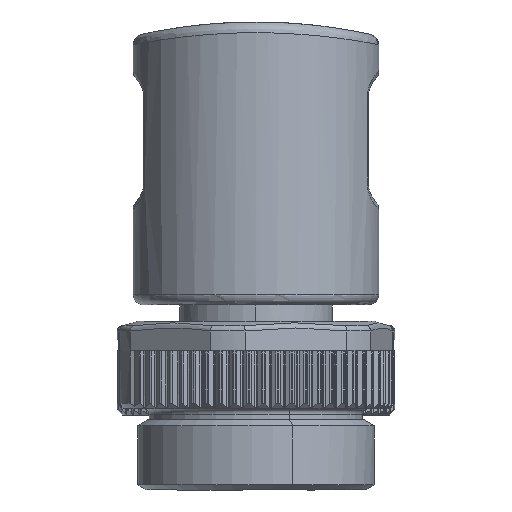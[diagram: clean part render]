
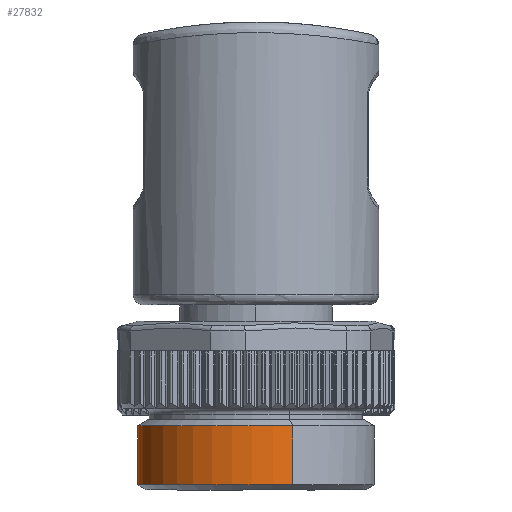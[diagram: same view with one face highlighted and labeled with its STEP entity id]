
A CAD part, front view. The second image highlights one B-rep face of the part: STEP entity #27832.
In plain terms, the highlighted cylindrical face has radius 11.084 mm (diameter 22.167 mm), a partial arc.
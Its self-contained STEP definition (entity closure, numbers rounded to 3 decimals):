
#27763=AXIS2_PLACEMENT_3D('Circle Axis2P3D',#27761,#27762,$) ;
#27819=AXIS2_PLACEMENT_3D('Cylinder Axis2P3D',#27816,#27817,#27818) ;
#27823=AXIS2_PLACEMENT_3D('Circle Axis2P3D',#27821,#27822,$) ;
#27734=CARTESIAN_POINT('Vertex',(9.554,23.521,6.)) ;
#27741=CARTESIAN_POINT('Vertex',(16.446,2.453,6.)) ;
#27761=CARTESIAN_POINT('Axis2P3D Location',(13.,12.987,6.)) ;
#27778=CARTESIAN_POINT('Line Origine',(9.554,23.521,3.8)) ;
#27782=CARTESIAN_POINT('Vertex',(9.554,23.521,0.5)) ;
#27785=CARTESIAN_POINT('Line Origine',(16.446,2.453,3.8)) ;
#27789=CARTESIAN_POINT('Vertex',(16.446,2.453,0.5)) ;
#27816=CARTESIAN_POINT('Axis2P3D Location',(13.,12.987,3.8)) ;
#27821=CARTESIAN_POINT('Axis2P3D Location',(13.,12.987,0.5)) ;
#27762=DIRECTION('Axis2P3D Direction',(0.,0.,-1.)) ;
#27779=DIRECTION('Vector Direction',(0.,0.,1.)) ;
#27786=DIRECTION('Vector Direction',(0.,0.,1.)) ;
#27817=DIRECTION('Axis2P3D Direction',(0.,0.,1.)) ;
#27818=DIRECTION('Axis2P3D XDirection',(-0.311,0.95,0.)) ;
#27822=DIRECTION('Axis2P3D Direction',(0.,0.,1.)) ;
#27780=VECTOR('Line Direction',#27779,1.) ;
#27787=VECTOR('Line Direction',#27786,1.) ;
#27827=ORIENTED_EDGE('',*,*,#27791,.F.) ;
#27828=ORIENTED_EDGE('',*,*,#27765,.T.) ;
#27829=ORIENTED_EDGE('',*,*,#27784,.F.) ;
#27830=ORIENTED_EDGE('',*,*,#27825,.T.) ;
#27832=ADVANCED_FACE('Hauptk\X2\00F6\X0\rper',(#27831),#27820,.T.) ;
#27764=CIRCLE('generated circle',#27763,11.084) ;
#27824=CIRCLE('generated circle',#27823,11.084) ;
#27820=CYLINDRICAL_SURFACE('generated cylinder',#27819,11.084) ;
#27765=EDGE_CURVE('',#27742,#27735,#27764,.T.) ;
#27784=EDGE_CURVE('',#27783,#27735,#27781,.T.) ;
#27791=EDGE_CURVE('',#27742,#27790,#27788,.F.) ;
#27825=EDGE_CURVE('',#27783,#27790,#27824,.T.) ;
#27826=EDGE_LOOP('',(#27827,#27828,#27829,#27830)) ;
#27831=FACE_OUTER_BOUND('',#27826,.T.) ;
#27781=LINE('Line',#27778,#27780) ;
#27788=LINE('Line',#27785,#27787) ;
#27735=VERTEX_POINT('',#27734) ;
#27742=VERTEX_POINT('',#27741) ;
#27783=VERTEX_POINT('',#27782) ;
#27790=VERTEX_POINT('',#27789) ;
